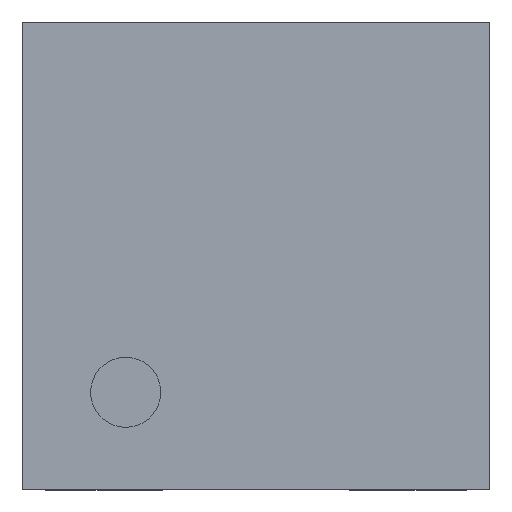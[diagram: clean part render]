
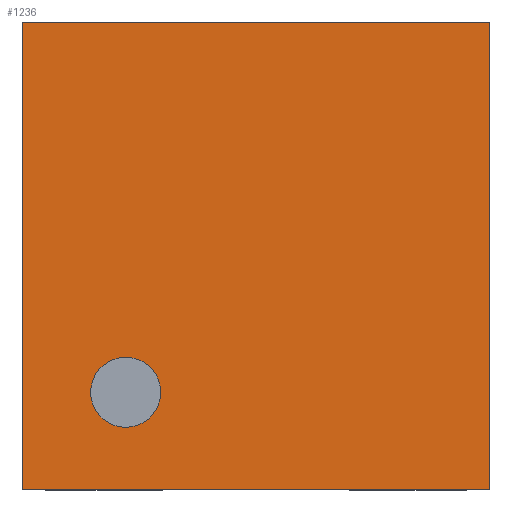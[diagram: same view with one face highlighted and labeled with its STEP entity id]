
A CAD part, top view. The second image highlights one B-rep face of the part: STEP entity #1236.
In plain terms, the highlighted planar face has unit normal (0, 0, 1).
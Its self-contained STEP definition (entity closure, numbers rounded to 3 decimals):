
#13=FACE_BOUND('',#167,.T.);
#15=CIRCLE('',#1294,0.075);
#97=FACE_OUTER_BOUND('',#166,.T.);
#166=EDGE_LOOP('',(#1064,#1065,#1066,#1067));
#167=EDGE_LOOP('',(#1068));
#291=LINE('',#1897,#454);
#310=LINE('',#1935,#473);
#328=LINE('',#1970,#491);
#332=LINE('',#1976,#495);
#454=VECTOR('',#1561,10.);
#473=VECTOR('',#1592,10.);
#491=VECTOR('',#1622,10.);
#495=VECTOR('',#1628,10.);
#547=VERTEX_POINT('',#1798);
#580=VERTEX_POINT('',#1894);
#581=VERTEX_POINT('',#1896);
#594=VERTEX_POINT('',#1934);
#605=VERTEX_POINT('',#1969);
#682=EDGE_CURVE('',#547,#547,#15,.T.);
#729=EDGE_CURVE('',#580,#581,#291,.T.);
#748=EDGE_CURVE('',#581,#594,#310,.T.);
#766=EDGE_CURVE('',#605,#594,#328,.T.);
#770=EDGE_CURVE('',#605,#580,#332,.T.);
#1064=ORIENTED_EDGE('',*,*,#766,.T.);
#1065=ORIENTED_EDGE('',*,*,#748,.F.);
#1066=ORIENTED_EDGE('',*,*,#729,.F.);
#1067=ORIENTED_EDGE('',*,*,#770,.F.);
#1068=ORIENTED_EDGE('',*,*,#682,.T.);
#1167=PLANE('',#1326);
#1236=ADVANCED_FACE('',(#97,#13),#1167,.T.);
#1294=AXIS2_PLACEMENT_3D('',#1799,#1478,#1479);
#1326=AXIS2_PLACEMENT_3D('',#1977,#1629,#1630);
#1478=DIRECTION('center_axis',(0.,0.,-1.));
#1479=DIRECTION('ref_axis',(-1.,0.,0.));
#1561=DIRECTION('',(-1.,0.,0.));
#1592=DIRECTION('',(0.,1.,0.));
#1622=DIRECTION('',(-1.,0.,0.));
#1628=DIRECTION('',(0.,-1.,0.));
#1629=DIRECTION('center_axis',(0.,0.,1.));
#1630=DIRECTION('ref_axis',(1.,0.,0.));
#1798=CARTESIAN_POINT('',(-0.204,-0.292,0.58));
#1799=CARTESIAN_POINT('Origin',(-0.279,-0.292,0.58));
#1894=CARTESIAN_POINT('',(0.5,-0.5,0.58));
#1896=CARTESIAN_POINT('',(-0.5,-0.5,0.58));
#1897=CARTESIAN_POINT('',(0.325,-0.5,0.58));
#1934=CARTESIAN_POINT('',(-0.5,0.5,0.58));
#1935=CARTESIAN_POINT('',(-0.5,0.,0.58));
#1969=CARTESIAN_POINT('',(0.5,0.5,0.58));
#1970=CARTESIAN_POINT('',(0.325,0.5,0.58));
#1976=CARTESIAN_POINT('',(0.5,0.,0.58));
#1977=CARTESIAN_POINT('Origin',(0.25,0.25,0.58));
